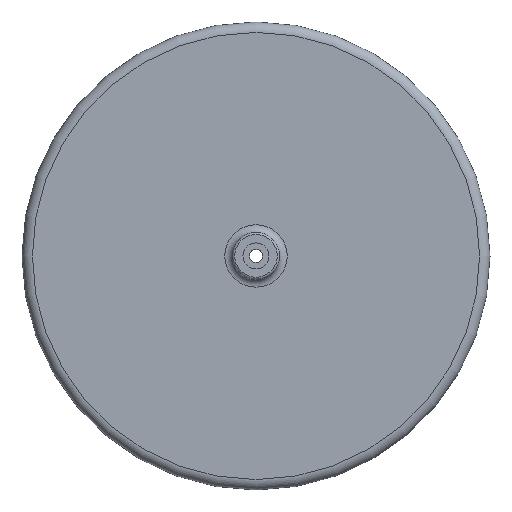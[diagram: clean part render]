
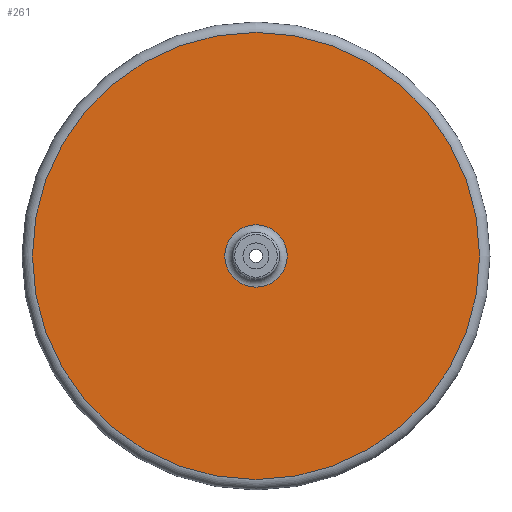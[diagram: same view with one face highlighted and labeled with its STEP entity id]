
A CAD part, top view. The second image highlights one B-rep face of the part: STEP entity #261.
In plain terms, the highlighted planar face has unit normal (0, 0, 1).
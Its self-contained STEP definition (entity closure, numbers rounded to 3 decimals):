
#60=FACE_BOUND('',#95,.T.);
#65=PLANE('',#295);
#77=FACE_OUTER_BOUND('',#94,.T.);
#94=EDGE_LOOP('',(#191));
#95=EDGE_LOOP('',(#192));
#115=CIRCLE('',#292,43.);
#118=CIRCLE('',#296,6.);
#129=VERTEX_POINT('',#409);
#131=VERTEX_POINT('',#415);
#152=EDGE_CURVE('',#129,#129,#115,.T.);
#155=EDGE_CURVE('',#131,#131,#118,.T.);
#191=ORIENTED_EDGE('',*,*,#152,.F.);
#192=ORIENTED_EDGE('',*,*,#155,.F.);
#261=ADVANCED_FACE('',(#77,#60),#65,.T.);
#292=AXIS2_PLACEMENT_3D('',#410,#326,#327);
#295=AXIS2_PLACEMENT_3D('',#414,#332,#333);
#296=AXIS2_PLACEMENT_3D('',#416,#334,#335);
#326=DIRECTION('center_axis',(0.,0.,
-1.));
#327=DIRECTION('ref_axis',(-1.,0.,0.));
#332=DIRECTION('center_axis',(0.,0.,
1.));
#333=DIRECTION('ref_axis',(-1.,0.,0.));
#334=DIRECTION('center_axis',(0.,0.,
1.));
#335=DIRECTION('ref_axis',(-1.,0.,0.));
#409=CARTESIAN_POINT('',(-43.,0.,7.));
#410=CARTESIAN_POINT('Origin',(0.,0.,
7.));
#414=CARTESIAN_POINT('Origin',(0.,0.,
7.));
#415=CARTESIAN_POINT('',(6.,0.,7.));
#416=CARTESIAN_POINT('Origin',(0.,0.,
7.));
